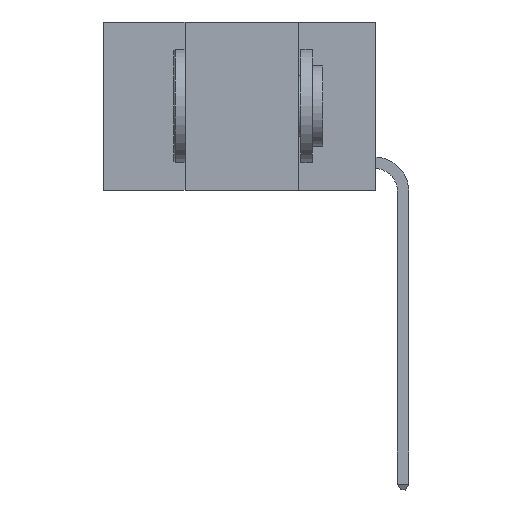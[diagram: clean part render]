
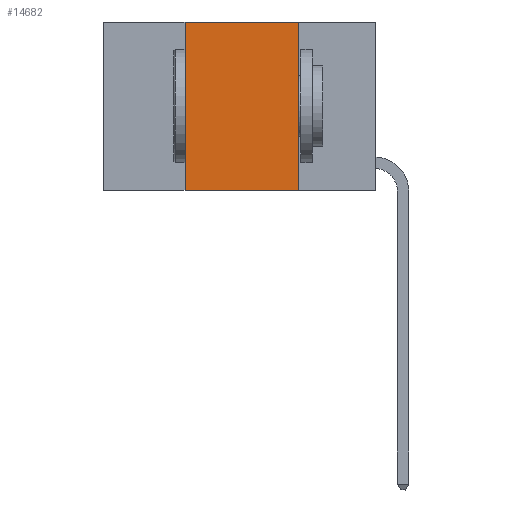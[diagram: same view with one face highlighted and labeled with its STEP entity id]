
A CAD part, left-side view. The second image highlights one B-rep face of the part: STEP entity #14682.
In plain terms, the highlighted planar face has unit normal (-1, 0, 0).
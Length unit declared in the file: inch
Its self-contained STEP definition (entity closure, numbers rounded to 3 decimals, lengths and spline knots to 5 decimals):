
#559 = CARTESIAN_POINT ( 'NONE',  ( 0., 0.6, 0. ) ) ;
#834 = VECTOR ( 'NONE', #14866, 39.37008 ) ;
#1260 = VECTOR ( 'NONE', #4906, 39.37008 ) ;
#1910 = ORIENTED_EDGE ( 'NONE', *, *, #11080, .F. ) ;
#3090 = ORIENTED_EDGE ( 'NONE', *, *, #11509, .F. ) ;
#3263 = FACE_OUTER_BOUND ( 'NONE', #8899, .T. ) ;
#3270 = VERTEX_POINT ( 'NONE', #6391 ) ;
#4906 = DIRECTION ( 'NONE',  ( 0., 0., 1. ) ) ;
#5162 = VERTEX_POINT ( 'NONE', #9109 ) ;
#5295 = CARTESIAN_POINT ( 'NONE',  ( 0., 0.42, 0. ) ) ;
#5319 = LINE ( 'NONE', #7363, #12349 ) ;
#6038 = DIRECTION ( 'NONE',  ( 0., 0., -1. ) ) ;
#6391 = CARTESIAN_POINT ( 'NONE',  ( 0., 0.17, 0. ) ) ;
#7255 = CARTESIAN_POINT ( 'NONE',  ( 0., 0.17, 0. ) ) ;
#7325 = PLANE ( 'NONE',  #14134 ) ;
#7363 = CARTESIAN_POINT ( 'NONE',  ( 0., 0.6, -0.37 ) ) ;
#7777 = ORIENTED_EDGE ( 'NONE', *, *, #13312, .F. ) ;
#8610 = DIRECTION ( 'NONE',  ( 0., -1., 0. ) ) ;
#8619 = DIRECTION ( 'NONE',  ( 0., 0., -1. ) ) ;
#8899 = EDGE_LOOP ( 'NONE', ( #7777, #1910, #3090, #16281 ) ) ;
#9013 = VERTEX_POINT ( 'NONE', #5295 ) ;
#9109 = CARTESIAN_POINT ( 'NONE',  ( 0., 0.42, -0.37 ) ) ;
#9222 = LINE ( 'NONE', #10164, #1260 ) ;
#10150 = VERTEX_POINT ( 'NONE', #14278 ) ;
#10164 = CARTESIAN_POINT ( 'NONE',  ( 0., 0.42, 0. ) ) ;
#10623 = EDGE_CURVE ( 'NONE', #5162, #10150, #5319, .T. ) ;
#11003 = VECTOR ( 'NONE', #8619, 39.37008 ) ;
#11080 = EDGE_CURVE ( 'NONE', #9013, #3270, #11501, .T. ) ;
#11423 = LINE ( 'NONE', #7255, #11003 ) ;
#11501 = LINE ( 'NONE', #13572, #834 ) ;
#11509 = EDGE_CURVE ( 'NONE', #5162, #9013, #9222, .T. ) ;
#12349 = VECTOR ( 'NONE', #8610, 39.37008 ) ;
#13312 = EDGE_CURVE ( 'NONE', #3270, #10150, #11423, .T. ) ;
#13572 = CARTESIAN_POINT ( 'NONE',  ( 0., 0.6, 0. ) ) ;
#13954 = DIRECTION ( 'NONE',  ( 1., 0., 0. ) ) ;
#14134 = AXIS2_PLACEMENT_3D ( 'NONE', #559, #13954, #6038 ) ;
#14278 = CARTESIAN_POINT ( 'NONE',  ( 0., 0.17, -0.37 ) ) ;
#14682 = ADVANCED_FACE ( 'NONE', ( #3263 ), #7325, .F. ) ;
#14866 = DIRECTION ( 'NONE',  ( 0., -1., 0. ) ) ;
#16281 = ORIENTED_EDGE ( 'NONE', *, *, #10623, .T. ) ;
